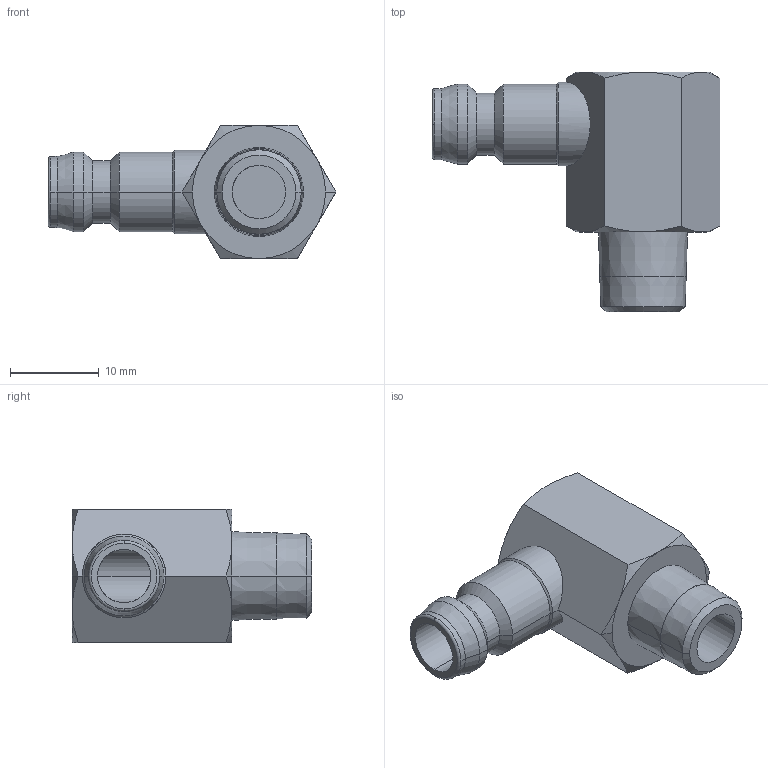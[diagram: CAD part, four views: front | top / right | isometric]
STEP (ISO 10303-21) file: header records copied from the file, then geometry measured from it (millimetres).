
FILE_DESCRIPTION(('STEP AP214'),'1');
FILE_NAME('eshm_18_na-90.stp','2020-04-22T06:06:34',('TraceParts'),('TraceParts S.A.'),'Spatial InterOp 3D',' ',' ');
FILE_SCHEMA(('automotive_design'));
Length unit declared in the file: millimetre
Products named in the file (1): 1
Bounding box: 32.41 x 27 x 15 mm (x, y, z)
Volume: 3825 mm3; surface area: 2847.9 mm2
Topology: 1 solids, 1 shells, 61 faces, 133 edges, 77 vertices
Faces by surface type: cone 30, cylinder 16, plane 13, torus 2
Entity records: 2274 total; most frequent: CARTESIAN_POINT 468, DIRECTION 292, ORIENTED_EDGE 266, EDGE_CURVE 133, AXIS2_PLACEMENT_3D 125, VERTEX_POINT 77, EDGE_LOOP 66, STYLED_ITEM 61
